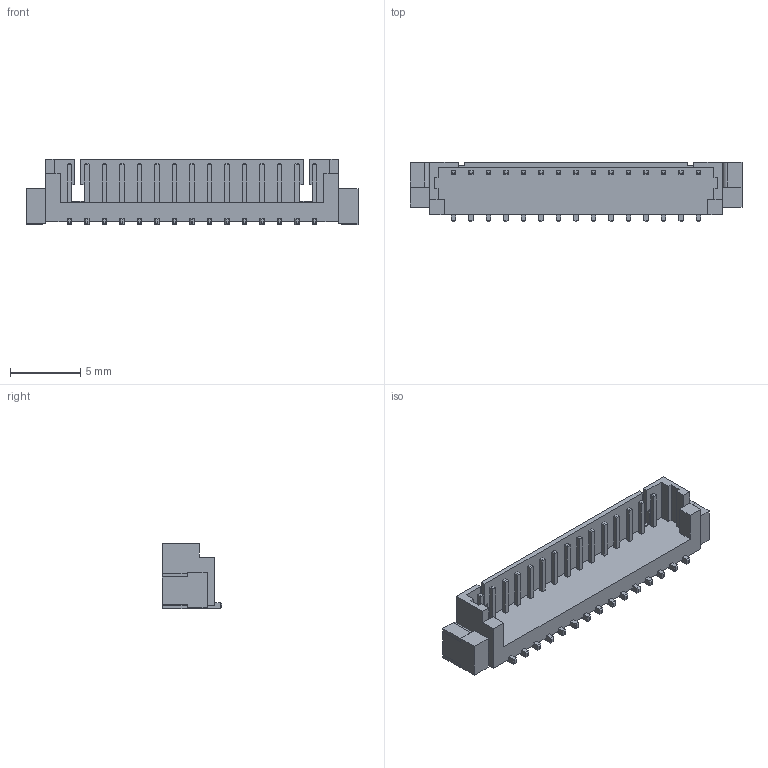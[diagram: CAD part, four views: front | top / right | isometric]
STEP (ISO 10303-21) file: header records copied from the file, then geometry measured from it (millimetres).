
FILE_DESCRIPTION(/* description */ ('Unknown'),/* implementation_level */ '2;1');
FILE_NAME(/* name */ 'JST - GH - SMD (V) - 15Pin - 1.25m',/* time_stamp */ '2018-11-26T12:44:30-05:00',/* author */ ('Unknown'),/* organization */ ('Unknown'),/* preprocessor_version */ 'ST-DEVELOPER v16.7',/* originating_system */ 'DEX',/* authorisation */ $);
FILE_SCHEMA (('AUTOMOTIVE_DESIGN {1 0 10303 214 3 1 1}'));
Length unit declared in the file: millimetre
Products named in the file (1): JST - GH - SMD (V) - 15Pin - 1.25m
Bounding box: 23.7 x 4.24 x 4.66 mm (x, y, z)
Volume: 169.5 mm3; surface area: 570.2 mm2
Topology: 3 solids, 23 shells, 556 faces, 1359 edges, 864 vertices
Faces by surface type: plane 504, bspline 40, cylinder 12
Entity records: 20852 total; most frequent: CARTESIAN_POINT 4746, ORIENTED_EDGE 2710, DIRECTION 2147, EDGE_CURVE 1355, LINE 1065, VECTOR 1065, VERTEX_POINT 864, EDGE_LOOP 587
